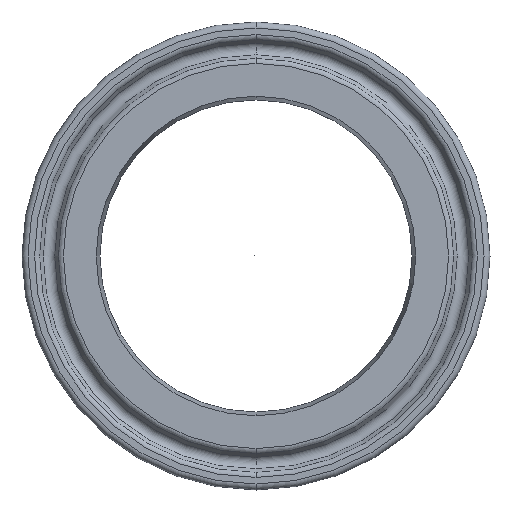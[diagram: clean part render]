
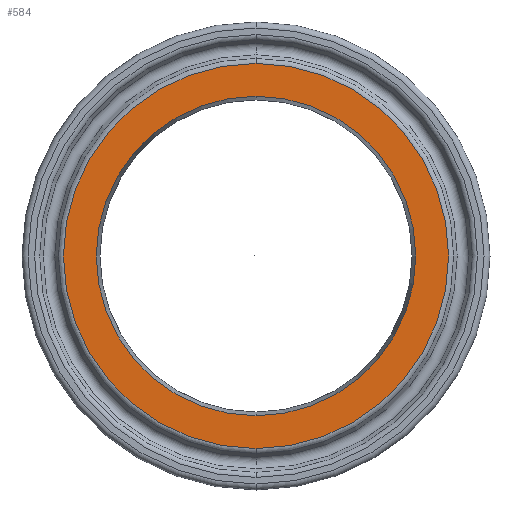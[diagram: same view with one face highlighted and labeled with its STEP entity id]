
A CAD part, front view. The second image highlights one B-rep face of the part: STEP entity #584.
In plain terms, the highlighted planar face has unit normal (0, -1, 0).
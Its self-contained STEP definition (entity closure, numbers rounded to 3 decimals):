
#66 = CARTESIAN_POINT ( 'NONE',  ( 0., 0., 0. ) ) ;
#79 = DIRECTION ( 'NONE',  ( 0., 0., -1. ) ) ;
#89 = VERTEX_POINT ( 'NONE', #411 ) ;
#104 = VERTEX_POINT ( 'NONE', #598 ) ;
#118 = FACE_BOUND ( 'NONE', #700, .T. ) ;
#124 = PLANE ( 'NONE',  #349 ) ;
#133 = ORIENTED_EDGE ( 'NONE', *, *, #514, .F. ) ;
#145 = EDGE_CURVE ( 'NONE', #89, #104, #504, .T. ) ;
#147 = ORIENTED_EDGE ( 'NONE', *, *, #571, .F. ) ;
#148 = DIRECTION ( 'NONE',  ( 0., -1., 0. ) ) ;
#179 = DIRECTION ( 'NONE',  ( 0., -1., 0. ) ) ;
#208 = CARTESIAN_POINT ( 'NONE',  ( 0., 0., 0. ) ) ;
#213 = EDGE_LOOP ( 'NONE', ( #587, #601 ) ) ;
#235 = DIRECTION ( 'NONE',  ( 0., 0., -1. ) ) ;
#243 = AXIS2_PLACEMENT_3D ( 'NONE', #490, #179, #754 ) ;
#254 = VERTEX_POINT ( 'NONE', #809 ) ;
#270 = AXIS2_PLACEMENT_3D ( 'NONE', #208, #148, #235 ) ;
#315 = FACE_OUTER_BOUND ( 'NONE', #213, .T. ) ;
#318 = DIRECTION ( 'NONE',  ( 0., -1., 0. ) ) ;
#349 = AXIS2_PLACEMENT_3D ( 'NONE', #555, #689, #752 ) ;
#365 = EDGE_CURVE ( 'NONE', #104, #89, #588, .T. ) ;
#372 = DIRECTION ( 'NONE',  ( 0., 0., -1. ) ) ;
#389 = VERTEX_POINT ( 'NONE', #578 ) ;
#411 = CARTESIAN_POINT ( 'NONE',  ( 0., 0., -16.047 ) ) ;
#423 = CARTESIAN_POINT ( 'NONE',  ( 0., 0., 0. ) ) ;
#490 = CARTESIAN_POINT ( 'NONE',  ( 0., 0., 0. ) ) ;
#498 = DIRECTION ( 'NONE',  ( 0., -1., 0. ) ) ;
#504 = CIRCLE ( 'NONE', #270, 16.047 ) ;
#514 = EDGE_CURVE ( 'NONE', #389, #254, #517, .T. ) ;
#517 = CIRCLE ( 'NONE', #595, 13.315 ) ;
#555 = CARTESIAN_POINT ( 'NONE',  ( 0., 0., -16.047 ) ) ;
#571 = EDGE_CURVE ( 'NONE', #254, #389, #704, .T. ) ;
#578 = CARTESIAN_POINT ( 'NONE',  ( 0., 0., -13.315 ) ) ;
#584 = ADVANCED_FACE ( 'NONE', ( #315, #118 ), #124, .T. ) ;
#587 = ORIENTED_EDGE ( 'NONE', *, *, #145, .T. ) ;
#588 = CIRCLE ( 'NONE', #821, 16.047 ) ;
#595 = AXIS2_PLACEMENT_3D ( 'NONE', #423, #498, #372 ) ;
#598 = CARTESIAN_POINT ( 'NONE',  ( 0., 0., 16.047 ) ) ;
#601 = ORIENTED_EDGE ( 'NONE', *, *, #365, .T. ) ;
#689 = DIRECTION ( 'NONE',  ( 0., -1., 0. ) ) ;
#700 = EDGE_LOOP ( 'NONE', ( #133, #147 ) ) ;
#704 = CIRCLE ( 'NONE', #243, 13.315 ) ;
#752 = DIRECTION ( 'NONE',  ( 0., 0., -1. ) ) ;
#754 = DIRECTION ( 'NONE',  ( 0., 0., -1. ) ) ;
#809 = CARTESIAN_POINT ( 'NONE',  ( 0., 0., 13.315 ) ) ;
#821 = AXIS2_PLACEMENT_3D ( 'NONE', #66, #318, #79 ) ;
